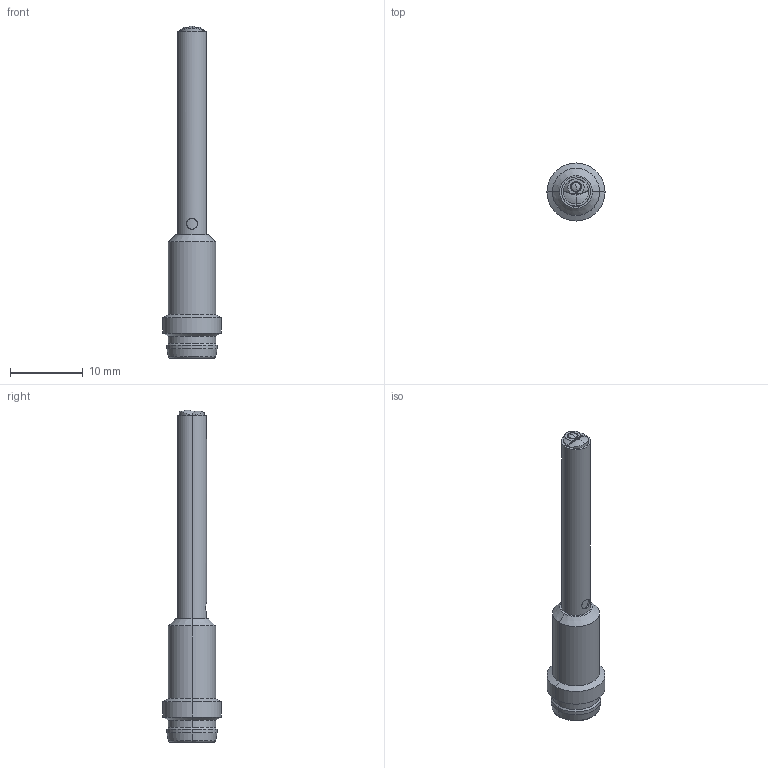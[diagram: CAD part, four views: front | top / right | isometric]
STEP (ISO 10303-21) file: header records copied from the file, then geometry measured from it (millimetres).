
FILE_DESCRIPTION((''),'2;1');
FILE_NAME('214325_ASM','2019-10-07T10:49:38',('pdmadmin'),('BANNER ENGINEERING'),'CREO PARAMETRIC BY PTC INC, 2018300','CREO PARAMETRIC BY PTC INC, 2018300','');
FILE_SCHEMA(('CONFIG_CONTROL_DESIGN'));
Length unit declared in the file: millimetre
Products named in the file (2): 214325; 214325_ASM
Assembly tree (1 placements, depth 2):
  214325_ASM
    214325
Bounding box: 8 x 8 x 45.76 mm (x, y, z)
Volume: 840.4 mm3; surface area: 932.2 mm2
Topology: 1 solids, 1 shells, 75 faces, 177 edges, 105 vertices
Faces by surface type: cylinder 28, cone 16, plane 13, sphere 6, torus 4, revolution 4, bspline 4
Entity records: 3201 total; most frequent: CARTESIAN_POINT 1470, DIRECTION 362, ORIENTED_EDGE 334, EDGE_CURVE 167, AXIS2_PLACEMENT_3D 153, VERTEX_POINT 105, EDGE_LOOP 86, CIRCLE 83
